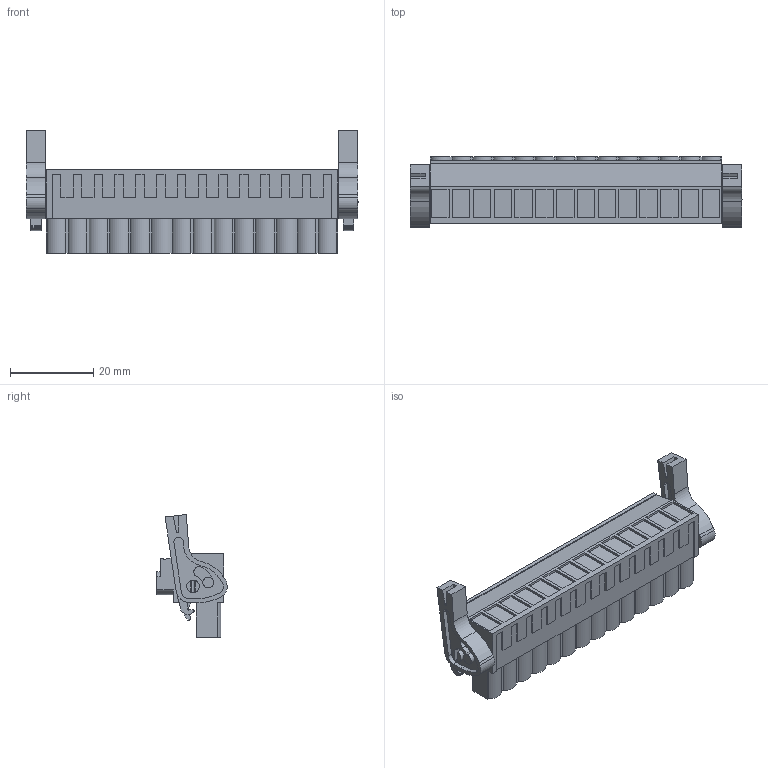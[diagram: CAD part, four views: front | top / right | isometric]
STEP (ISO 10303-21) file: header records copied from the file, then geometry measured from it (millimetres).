
FILE_DESCRIPTION(('CATIA V5 STEP Exchange','CAx-IF Rec.Pracs.--- Model Styling and Organization---1.2---2011-12-15'),'2;1');
FILE_NAME ('D1460375_0_1956250000_1956250000.stp','2017-05-31T13:02:39+00:00',('none'),('Weidmueller'),'CATIA Version 5-6 Release 2014','CATIA V5 STEP AP214','none');
FILE_SCHEMA(('AUTOMOTIVE_DESIGN { 1 0 10303 214 1 1 1 1 }'));
Length unit declared in the file: millimetre
Products named in the file (1): 1956250000
Bounding box: 79.7 x 16.89 x 29.52 mm (x, y, z)
Volume: 14992.9 mm3; surface area: 9261.1 mm2
Topology: 17 solids, 17 shells, 994 faces, 2836 edges, 1942 vertices
Faces by surface type: plane 760, cylinder 232, extrusion 2
Entity records: 31384 total; most frequent: CARTESIAN_POINT 5861, ORIENTED_EDGE 5672, DIRECTION 4121, EDGE_CURVE 2836, VECTOR 2269, LINE 2267, VERTEX_POINT 1942, AXIS2_PLACEMENT_3D 1183
